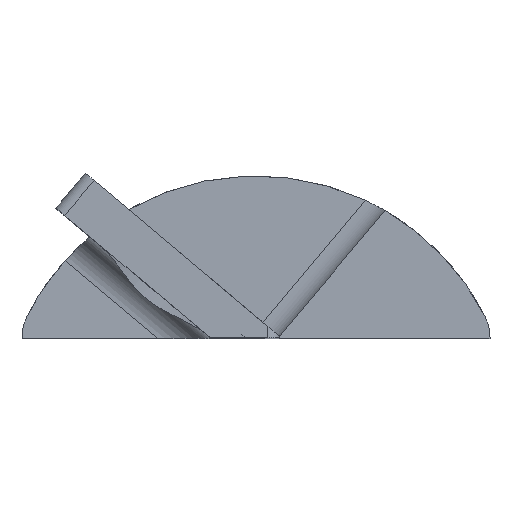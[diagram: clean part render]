
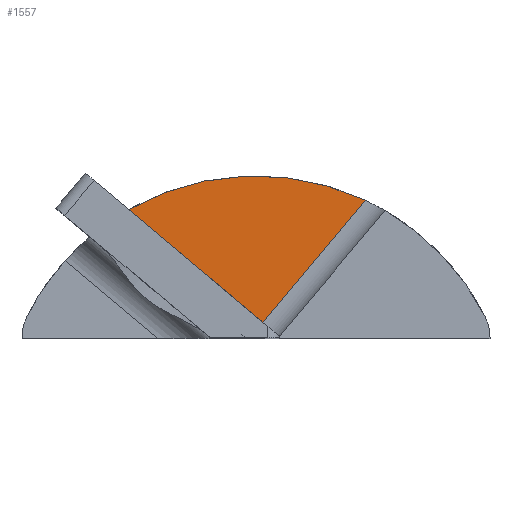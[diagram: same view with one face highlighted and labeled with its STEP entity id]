
A CAD part, top view. The second image highlights one B-rep face of the part: STEP entity #1557.
In plain terms, the highlighted planar face has unit normal (0, 0, 1).
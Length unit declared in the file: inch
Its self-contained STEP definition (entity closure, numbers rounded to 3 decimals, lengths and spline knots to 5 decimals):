
#1 = DIRECTION ( 'NONE',  ( 0.766, -0.643, 0. ) ) ;
#138 = CARTESIAN_POINT ( 'NONE',  ( 1.0544, 0.01905, 1.43 ) ) ;
#149 = VERTEX_POINT ( 'NONE', #2085 ) ;
#431 = EDGE_LOOP ( 'NONE', ( #883, #1120, #1216 ) ) ;
#444 = VERTEX_POINT ( 'NONE', #2921 ) ;
#496 = VERTEX_POINT ( 'NONE', #910 ) ;
#740 = DIRECTION ( 'NONE',  ( -0.643, -0.766, 0. ) ) ;
#883 = ORIENTED_EDGE ( 'NONE', *, *, #1027, .T. ) ;
#910 = CARTESIAN_POINT ( 'NONE',  ( 1.0544, 0.01905, 1.43 ) ) ;
#928 = VECTOR ( 'NONE', #1, 39.37008 ) ;
#1027 = EDGE_CURVE ( 'NONE', #149, #444, #1639, .T. ) ;
#1120 = ORIENTED_EDGE ( 'NONE', *, *, #2020, .T. ) ;
#1142 = FACE_OUTER_BOUND ( 'NONE', #431, .T. ) ;
#1216 = ORIENTED_EDGE ( 'NONE', *, *, #2289, .F. ) ;
#1254 = LINE ( 'NONE', #138, #1386 ) ;
#1289 = LINE ( 'NONE', #1860, #928 ) ;
#1386 = VECTOR ( 'NONE', #740, 39.37008 ) ;
#1557 = ADVANCED_FACE ( 'NONE', ( #1142 ), #2738, .T. ) ;
#1639 = CIRCLE ( 'NONE', #2186, 1.125 ) ;
#1767 = AXIS2_PLACEMENT_3D ( 'NONE', #2914, #2383, #2154 ) ;
#1860 = CARTESIAN_POINT ( 'NONE',  ( 0.28069, 0.66826, 1.43 ) ) ;
#1906 = DIRECTION ( 'NONE',  ( 1., 0., 0. ) ) ;
#2020 = EDGE_CURVE ( 'NONE', #444, #496, #1289, .T. ) ;
#2085 = CARTESIAN_POINT ( 'NONE',  ( 1.50363, 0.55442, 1.43 ) ) ;
#2154 = DIRECTION ( 'NONE',  ( -0.766, 0.643, 0. ) ) ;
#2186 = AXIS2_PLACEMENT_3D ( 'NONE', #2429, #2630, #1906 ) ;
#2289 = EDGE_CURVE ( 'NONE', #149, #496, #1254, .T. ) ;
#2383 = DIRECTION ( 'NONE',  ( 0., 0., 1. ) ) ;
#2429 = CARTESIAN_POINT ( 'NONE',  ( 1.025, -0.46368, 1.43 ) ) ;
#2630 = DIRECTION ( 'NONE',  ( 0., 0., 1. ) ) ;
#2738 = PLANE ( 'NONE',  #1767 ) ;
#2914 = CARTESIAN_POINT ( 'NONE',  ( 0.28069, 0.66826, 1.43 ) ) ;
#2921 = CARTESIAN_POINT ( 'NONE',  ( 0.46612, 0.51268, 1.43 ) ) ;
